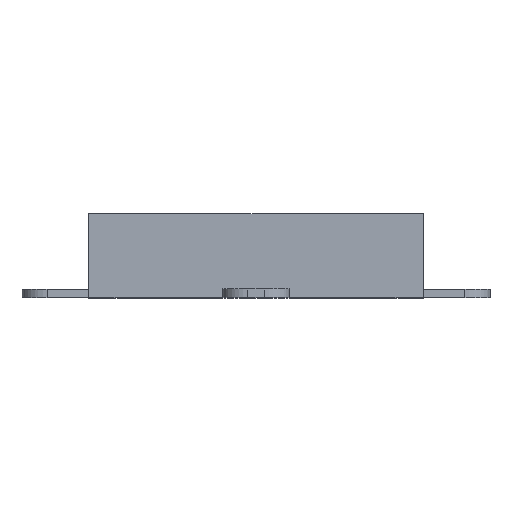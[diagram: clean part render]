
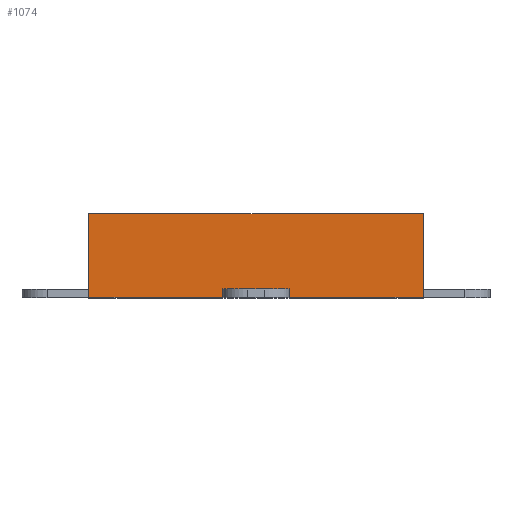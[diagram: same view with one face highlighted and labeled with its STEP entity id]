
A CAD part, top view. The second image highlights one B-rep face of the part: STEP entity #1074.
In plain terms, the highlighted planar face has unit normal (0, 0, 1).
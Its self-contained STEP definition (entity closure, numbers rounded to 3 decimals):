
#52=PLANE('',#1207);
#142=FACE_OUTER_BOUND('',#228,.T.);
#228=EDGE_LOOP('',(#913,#914,#915,#916,#917,#918,#919,#920));
#272=LINE('',#1702,#360);
#276=LINE('',#1714,#364);
#312=LINE('',#1819,#400);
#315=LINE('',#1824,#403);
#316=LINE('',#1826,#404);
#317=LINE('',#1828,#405);
#318=LINE('',#1829,#406);
#319=LINE('',#1830,#407);
#360=VECTOR('',#1394,16.19);
#364=VECTOR('',#1402,16.19);
#400=VECTOR('',#1498,10.);
#403=VECTOR('',#1503,12.7);
#404=VECTOR('',#1504,10.);
#405=VECTOR('',#1505,10.);
#406=VECTOR('',#1506,10.);
#407=VECTOR('',#1507,12.7);
#520=VERTEX_POINT('',#1699);
#521=VERTEX_POINT('',#1701);
#526=VERTEX_POINT('',#1711);
#527=VERTEX_POINT('',#1713);
#564=VERTEX_POINT('',#1815);
#566=VERTEX_POINT('',#1818);
#568=VERTEX_POINT('',#1825);
#569=VERTEX_POINT('',#1827);
#634=EDGE_CURVE('',#521,#520,#272,.T.);
#640=EDGE_CURVE('',#527,#526,#276,.T.);
#692=EDGE_CURVE('',#566,#564,#312,.T.);
#695=EDGE_CURVE('',#564,#527,#315,.T.);
#696=EDGE_CURVE('',#526,#568,#316,.T.);
#697=EDGE_CURVE('',#568,#569,#317,.T.);
#698=EDGE_CURVE('',#569,#521,#318,.T.);
#699=EDGE_CURVE('',#566,#520,#319,.T.);
#913=ORIENTED_EDGE('',*,*,#692,.T.);
#914=ORIENTED_EDGE('',*,*,#695,.T.);
#915=ORIENTED_EDGE('',*,*,#640,.T.);
#916=ORIENTED_EDGE('',*,*,#696,.T.);
#917=ORIENTED_EDGE('',*,*,#697,.T.);
#918=ORIENTED_EDGE('',*,*,#698,.T.);
#919=ORIENTED_EDGE('',*,*,#634,.T.);
#920=ORIENTED_EDGE('',*,*,#699,.F.);
#1074=ADVANCED_FACE('',(#142),#52,.F.);
#1207=AXIS2_PLACEMENT_3D('',#1823,#1501,#1502);
#1394=DIRECTION('',(1.,0.,0.));
#1402=DIRECTION('',(1.,0.,0.));
#1498=DIRECTION('',(-1.,0.,0.));
#1501=DIRECTION('center_axis',(0.,0.,
-1.));
#1502=DIRECTION('ref_axis',(0.,-1.,0.));
#1503=DIRECTION('',(0.,-1.,0.));
#1504=DIRECTION('',(0.,1.,0.));
#1505=DIRECTION('',(1.,0.,0.));
#1506=DIRECTION('',(0.,-1.,0.));
#1507=DIRECTION('',(0.,-1.,0.));
#1699=CARTESIAN_POINT('',(43.926,162.864,31.553));
#1701=CARTESIAN_POINT('',(27.926,162.864,31.554));
#1702=CARTESIAN_POINT('',(27.736,162.864,31.554));
#1711=CARTESIAN_POINT('',(19.926,162.864,31.554));
#1713=CARTESIAN_POINT('',(3.926,162.864,31.554));
#1714=CARTESIAN_POINT('',(27.736,162.864,31.554));
#1815=CARTESIAN_POINT('',(3.926,172.864,31.554));
#1818=CARTESIAN_POINT('',(43.926,172.864,31.553));
#1819=CARTESIAN_POINT('',(13.926,172.864,31.554));
#1823=CARTESIAN_POINT('Origin',(3.926,175.564,31.554));
#1824=CARTESIAN_POINT('',(3.926,175.564,31.554));
#1825=CARTESIAN_POINT('',(19.926,163.864,31.554));
#1826=CARTESIAN_POINT('',(19.926,169.214,31.554));
#1827=CARTESIAN_POINT('',(27.926,163.864,31.554));
#1828=CARTESIAN_POINT('',(13.926,163.864,31.554));
#1829=CARTESIAN_POINT('',(27.926,169.214,31.554));
#1830=CARTESIAN_POINT('',(43.926,175.564,31.553));
